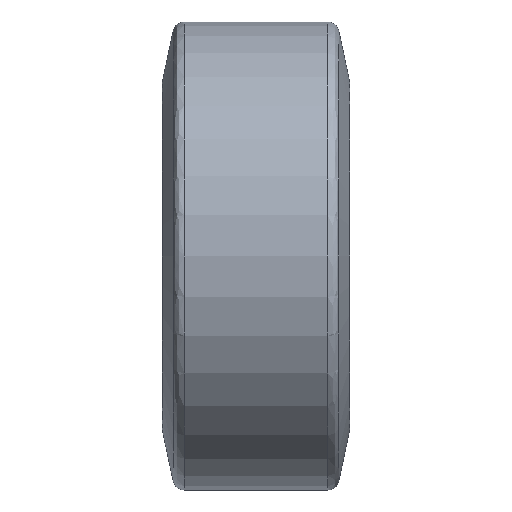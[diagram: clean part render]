
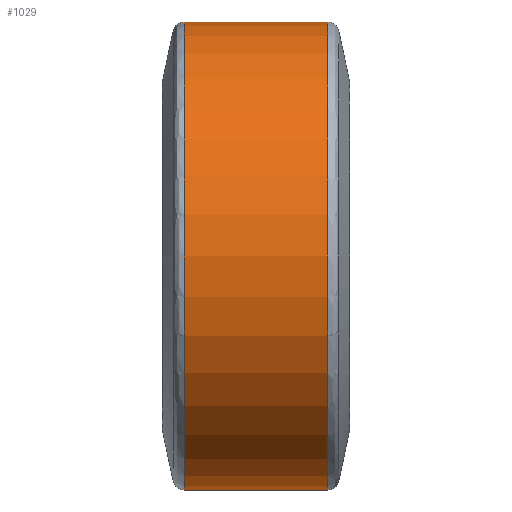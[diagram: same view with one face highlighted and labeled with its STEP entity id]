
A CAD part, front view. The second image highlights one B-rep face of the part: STEP entity #1029.
In plain terms, the highlighted cylindrical face has radius 62.5 mm (diameter 125 mm), a partial arc.
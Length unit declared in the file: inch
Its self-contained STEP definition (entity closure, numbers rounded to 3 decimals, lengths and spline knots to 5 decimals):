
#42 = LINE ( 'NONE', #403, #402 ) ;
#82 = EDGE_CURVE ( 'NONE', #570, #760, #370, .T. ) ;
#111 = DIRECTION ( 'NONE',  ( 1., 0., 0. ) ) ;
#147 = CARTESIAN_POINT ( 'NONE',  ( -0.75471, 0., 2.46063 ) ) ;
#153 = ORIENTED_EDGE ( 'NONE', *, *, #382, .T. ) ;
#155 = ORIENTED_EDGE ( 'NONE', *, *, #604, .F. ) ;
#196 = AXIS2_PLACEMENT_3D ( 'NONE', #587, #111, #477 ) ;
#205 = CARTESIAN_POINT ( 'NONE',  ( 0., 0., 2.46063 ) ) ;
#370 = CIRCLE ( 'NONE', #1134, 2.46063 ) ;
#372 = VECTOR ( 'NONE', #585, 39.37008 ) ;
#382 = EDGE_CURVE ( 'NONE', #1062, #893, #552, .T. ) ;
#402 = VECTOR ( 'NONE', #433, 39.37008 ) ;
#403 = CARTESIAN_POINT ( 'NONE',  ( 0., 0., -2.46063 ) ) ;
#433 = DIRECTION ( 'NONE',  ( 1., 0., 0. ) ) ;
#465 = AXIS2_PLACEMENT_3D ( 'NONE', #1057, #600, #1047 ) ;
#477 = DIRECTION ( 'NONE',  ( 0., 0., -1. ) ) ;
#493 = ORIENTED_EDGE ( 'NONE', *, *, #82, .T. ) ;
#508 = EDGE_LOOP ( 'NONE', ( #155, #153, #720, #493 ) ) ;
#552 = CIRCLE ( 'NONE', #196, 2.46063 ) ;
#570 = VERTEX_POINT ( 'NONE', #658 ) ;
#585 = DIRECTION ( 'NONE',  ( 1., 0., 0. ) ) ;
#587 = CARTESIAN_POINT ( 'NONE',  ( -0.75471, 0., 0. ) ) ;
#600 = DIRECTION ( 'NONE',  ( 1., 0., 0. ) ) ;
#604 = EDGE_CURVE ( 'NONE', #1062, #760, #671, .T. ) ;
#658 = CARTESIAN_POINT ( 'NONE',  ( 0.75471, 0., -2.46063 ) ) ;
#671 = LINE ( 'NONE', #205, #372 ) ;
#706 = CARTESIAN_POINT ( 'NONE',  ( 0.75471, 0., 0. ) ) ;
#720 = ORIENTED_EDGE ( 'NONE', *, *, #1122, .T. ) ;
#760 = VERTEX_POINT ( 'NONE', #927 ) ;
#849 = FACE_OUTER_BOUND ( 'NONE', #508, .T. ) ;
#864 = DIRECTION ( 'NONE',  ( 0., 0., -1. ) ) ;
#893 = VERTEX_POINT ( 'NONE', #923 ) ;
#923 = CARTESIAN_POINT ( 'NONE',  ( -0.75471, 0., -2.46063 ) ) ;
#927 = CARTESIAN_POINT ( 'NONE',  ( 0.75471, 0., 2.46063 ) ) ;
#1012 = CYLINDRICAL_SURFACE ( 'NONE', #465, 2.46063 ) ;
#1029 = ADVANCED_FACE ( 'NONE', ( #849 ), #1012, .T. ) ;
#1039 = DIRECTION ( 'NONE',  ( -1., 0., 0. ) ) ;
#1047 = DIRECTION ( 'NONE',  ( 0., 0., -1. ) ) ;
#1057 = CARTESIAN_POINT ( 'NONE',  ( 0., 0., 0. ) ) ;
#1062 = VERTEX_POINT ( 'NONE', #147 ) ;
#1122 = EDGE_CURVE ( 'NONE', #893, #570, #42, .T. ) ;
#1134 = AXIS2_PLACEMENT_3D ( 'NONE', #706, #1039, #864 ) ;
